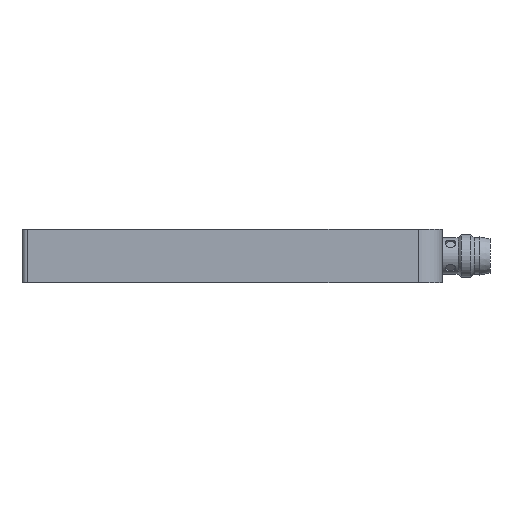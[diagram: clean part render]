
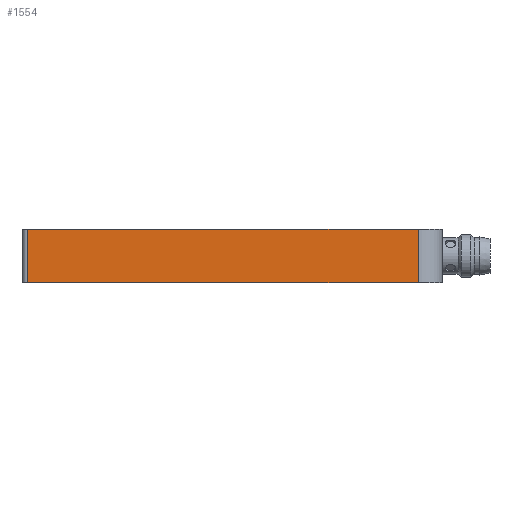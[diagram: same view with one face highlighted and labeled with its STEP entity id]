
A CAD part, front view. The second image highlights one B-rep face of the part: STEP entity #1554.
In plain terms, the highlighted planar face has unit normal (0, -1, 0).
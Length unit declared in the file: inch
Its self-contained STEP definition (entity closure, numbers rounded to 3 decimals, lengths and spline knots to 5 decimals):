
#17 = ORIENTED_EDGE ( 'NONE', *, *, #899, .T. ) ;
#121 = CARTESIAN_POINT ( 'NONE',  ( 0.03937, -0.47244, 0.19685 ) ) ;
#178 = VERTEX_POINT ( 'NONE', #2496 ) ;
#259 = CARTESIAN_POINT ( 'NONE',  ( 2.93307, -0.47244, -0.19685 ) ) ;
#378 = DIRECTION ( 'NONE',  ( 1., 0., 0. ) ) ;
#417 = EDGE_CURVE ( 'NONE', #2303, #1141, #2925, .T. ) ;
#548 = CARTESIAN_POINT ( 'NONE',  ( 0.03937, -0.47244, 0.19685 ) ) ;
#647 = VECTOR ( 'NONE', #2240, 39.37008 ) ;
#684 = VECTOR ( 'NONE', #378, 39.37008 ) ;
#789 = CARTESIAN_POINT ( 'NONE',  ( 0., -0.47244, -0.19685 ) ) ;
#899 = EDGE_CURVE ( 'NONE', #178, #2303, #1044, .T. ) ;
#986 = PLANE ( 'NONE',  #2663 ) ;
#1044 = LINE ( 'NONE', #1301, #1472 ) ;
#1046 = LINE ( 'NONE', #789, #684 ) ;
#1141 = VERTEX_POINT ( 'NONE', #2428 ) ;
#1301 = CARTESIAN_POINT ( 'NONE',  ( 0.03937, -0.47244, 0.19685 ) ) ;
#1472 = VECTOR ( 'NONE', #1771, 39.37008 ) ;
#1554 = ADVANCED_FACE ( 'NONE', ( #2363 ), #986, .T. ) ;
#1731 = EDGE_LOOP ( 'NONE', ( #17, #2591, #2278, #2329 ) ) ;
#1771 = DIRECTION ( 'NONE',  ( -1., 0., 0. ) ) ;
#1792 = CARTESIAN_POINT ( 'NONE',  ( 2.93307, -0.47244, 0.19685 ) ) ;
#1980 = DIRECTION ( 'NONE',  ( 0., 0., -1. ) ) ;
#2005 = CARTESIAN_POINT ( 'NONE',  ( 0.03937, -0.47244, 0.19685 ) ) ;
#2011 = VECTOR ( 'NONE', #1980, 39.37008 ) ;
#2043 = VERTEX_POINT ( 'NONE', #259 ) ;
#2240 = DIRECTION ( 'NONE',  ( 0., 0., -1. ) ) ;
#2278 = ORIENTED_EDGE ( 'NONE', *, *, #2310, .T. ) ;
#2303 = VERTEX_POINT ( 'NONE', #121 ) ;
#2310 = EDGE_CURVE ( 'NONE', #1141, #2043, #1046, .T. ) ;
#2329 = ORIENTED_EDGE ( 'NONE', *, *, #2936, .F. ) ;
#2363 = FACE_OUTER_BOUND ( 'NONE', #1731, .T. ) ;
#2425 = DIRECTION ( 'NONE',  ( 0., 0., -1. ) ) ;
#2428 = CARTESIAN_POINT ( 'NONE',  ( 0.03937, -0.47244, -0.19685 ) ) ;
#2486 = LINE ( 'NONE', #1792, #2011 ) ;
#2496 = CARTESIAN_POINT ( 'NONE',  ( 2.93307, -0.47244, 0.19685 ) ) ;
#2591 = ORIENTED_EDGE ( 'NONE', *, *, #417, .T. ) ;
#2663 = AXIS2_PLACEMENT_3D ( 'NONE', #548, #2879, #2425 ) ;
#2879 = DIRECTION ( 'NONE',  ( 0., -1., 0. ) ) ;
#2925 = LINE ( 'NONE', #2005, #647 ) ;
#2936 = EDGE_CURVE ( 'NONE', #178, #2043, #2486, .T. ) ;
